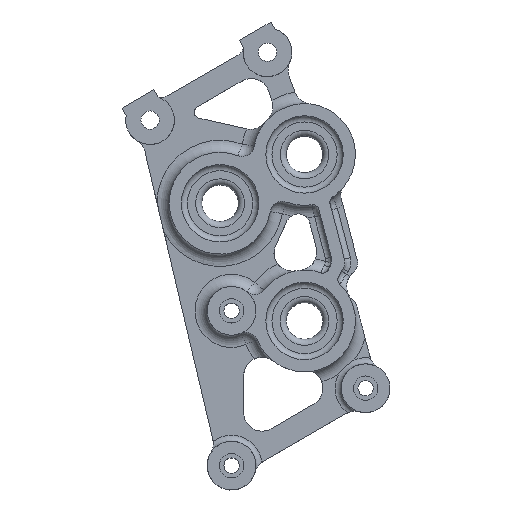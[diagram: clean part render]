
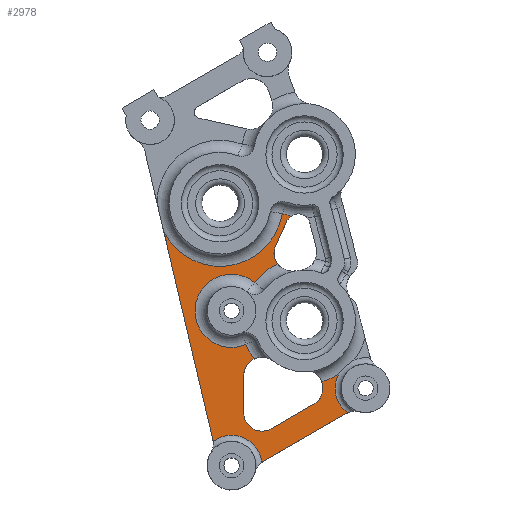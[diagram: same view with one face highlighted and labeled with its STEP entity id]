
A CAD part, top view. The second image highlights one B-rep face of the part: STEP entity #2978.
In plain terms, the highlighted planar face has unit normal (0, 0, 1).
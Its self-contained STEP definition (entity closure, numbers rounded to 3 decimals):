
#261=LINE('',#5978,#449);
#267=LINE('',#5992,#455);
#277=LINE('',#6032,#465);
#280=LINE('',#6040,#468);
#295=LINE('',#6078,#483);
#449=VECTOR('',#4112,10.);
#455=VECTOR('',#4130,10.);
#465=VECTOR('',#4160,10.);
#468=VECTOR('',#4169,10.);
#483=VECTOR('',#4230,10.);
#730=FACE_OUTER_BOUND('',#921,.T.);
#921=EDGE_LOOP('',(#2708,#2709,#2710,#2711,#2712,#2713,#2714,#2715,#2716,
#2717,#2718,#2719,#2720,#2721,#2722,#2723,#2724,#2725,#2726,#2727,#2728));
#951=CIRCLE('',#3027,10.35);
#954=CIRCLE('',#3032,10.35);
#955=CIRCLE('',#3034,6.);
#1016=CIRCLE('',#3113,10.35);
#1018=CIRCLE('',#3118,3.);
#1105=CIRCLE('',#3274,5.);
#1110=CIRCLE('',#3280,5.);
#1111=CIRCLE('',#3282,10.35);
#1112=CIRCLE('',#3284,2.);
#1113=CIRCLE('',#3302,3.);
#1114=CIRCLE('',#3305,3.);
#1115=CIRCLE('',#3308,3.);
#1116=CIRCLE('',#3315,3.);
#1117=CIRCLE('',#3318,3.);
#1118=CIRCLE('',#3321,3.);
#1119=CIRCLE('',#3338,10.35);
#1155=VERTEX_POINT('',#4352);
#1156=VERTEX_POINT('',#4356);
#1157=VERTEX_POINT('',#4371);
#1158=VERTEX_POINT('',#4375);
#1159=VERTEX_POINT('',#4394);
#1254=VERTEX_POINT('',#5270);
#1258=VERTEX_POINT('',#5406);
#1382=VERTEX_POINT('',#5850);
#1383=VERTEX_POINT('',#5869);
#1387=VERTEX_POINT('',#5897);
#1391=VERTEX_POINT('',#5913);
#1392=VERTEX_POINT('',#5926);
#1393=VERTEX_POINT('',#5940);
#1394=VERTEX_POINT('',#5976);
#1395=VERTEX_POINT('',#5986);
#1396=VERTEX_POINT('',#5990);
#1398=VERTEX_POINT('',#6015);
#1399=VERTEX_POINT('',#6016);
#1400=VERTEX_POINT('',#6030);
#1401=VERTEX_POINT('',#6034);
#1402=VERTEX_POINT('',#6038);
#1442=EDGE_CURVE('',#1156,#1155,#951,.T.);
#1445=EDGE_CURVE('',#1157,#1158,#954,.T.);
#1447=EDGE_CURVE('',#1155,#1157,#955,.T.);
#1572=EDGE_CURVE('',#1159,#1254,#1016,.T.);
#1581=EDGE_CURVE('',#1156,#1258,#1018,.F.);
#1771=EDGE_CURVE('',#1382,#1383,#1105,.T.);
#1780=EDGE_CURVE('',#1391,#1387,#1110,.T.);
#1782=EDGE_CURVE('',#1392,#1159,#1111,.T.);
#1783=EDGE_CURVE('',#1393,#1254,#1112,.T.);
#1803=EDGE_CURVE('',#1392,#1394,#261,.T.);
#1804=EDGE_CURVE('',#1387,#1394,#1113,.T.);
#1808=EDGE_CURVE('',#1395,#1391,#1114,.T.);
#1811=EDGE_CURVE('',#1395,#1396,#267,.T.);
#1812=EDGE_CURVE('',#1383,#1396,#1115,.T.);
#1821=EDGE_CURVE('',#1398,#1399,#1116,.T.);
#1825=EDGE_CURVE('',#1400,#1398,#277,.T.);
#1826=EDGE_CURVE('',#1401,#1400,#1117,.T.);
#1829=EDGE_CURVE('',#1402,#1401,#280,.T.);
#1831=EDGE_CURVE('',#1158,#1402,#1118,.T.);
#1845=EDGE_CURVE('',#1399,#1382,#1119,.T.);
#1847=EDGE_CURVE('',#1258,#1393,#295,.T.);
#2708=ORIENTED_EDGE('',*,*,#1845,.F.);
#2709=ORIENTED_EDGE('',*,*,#1821,.F.);
#2710=ORIENTED_EDGE('',*,*,#1825,.F.);
#2711=ORIENTED_EDGE('',*,*,#1826,.F.);
#2712=ORIENTED_EDGE('',*,*,#1829,.F.);
#2713=ORIENTED_EDGE('',*,*,#1831,.F.);
#2714=ORIENTED_EDGE('',*,*,#1445,.F.);
#2715=ORIENTED_EDGE('',*,*,#1447,.F.);
#2716=ORIENTED_EDGE('',*,*,#1442,.F.);
#2717=ORIENTED_EDGE('',*,*,#1581,.T.);
#2718=ORIENTED_EDGE('',*,*,#1847,.T.);
#2719=ORIENTED_EDGE('',*,*,#1783,.T.);
#2720=ORIENTED_EDGE('',*,*,#1572,.F.);
#2721=ORIENTED_EDGE('',*,*,#1782,.F.);
#2722=ORIENTED_EDGE('',*,*,#1803,.T.);
#2723=ORIENTED_EDGE('',*,*,#1804,.F.);
#2724=ORIENTED_EDGE('',*,*,#1780,.F.);
#2725=ORIENTED_EDGE('',*,*,#1808,.F.);
#2726=ORIENTED_EDGE('',*,*,#1811,.T.);
#2727=ORIENTED_EDGE('',*,*,#1812,.F.);
#2728=ORIENTED_EDGE('',*,*,#1771,.F.);
#2812=PLANE('',#3342);
#2978=ADVANCED_FACE('',(#730),#2812,.T.);
#3027=AXIS2_PLACEMENT_3D('',#4369,#3414,#3415);
#3032=AXIS2_PLACEMENT_3D('',#4376,#3424,#3425);
#3034=AXIS2_PLACEMENT_3D('',#4392,#3428,#3429);
#3113=AXIS2_PLACEMENT_3D('',#5271,#3619,#3620);
#3118=AXIS2_PLACEMENT_3D('',#5408,#3632,#3633);
#3274=AXIS2_PLACEMENT_3D('',#5870,#4039,#4040);
#3280=AXIS2_PLACEMENT_3D('',#5924,#4051,#4052);
#3282=AXIS2_PLACEMENT_3D('',#5938,#4055,#4056);
#3284=AXIS2_PLACEMENT_3D('',#5941,#4059,#4060);
#3302=AXIS2_PLACEMENT_3D('',#5980,#4115,#4116);
#3305=AXIS2_PLACEMENT_3D('',#5987,#4124,#4125);
#3308=AXIS2_PLACEMENT_3D('',#5994,#4133,#4134);
#3315=AXIS2_PLACEMENT_3D('',#6017,#4154,#4155);
#3318=AXIS2_PLACEMENT_3D('',#6035,#4163,#4164);
#3321=AXIS2_PLACEMENT_3D('',#6043,#4173,#4174);
#3338=AXIS2_PLACEMENT_3D('',#6073,#4220,#4221);
#3342=AXIS2_PLACEMENT_3D('',#6077,#4228,#4229);
#3414=DIRECTION('center_axis',(0.,0.,
1.));
#3415=DIRECTION('ref_axis',(-0.671,0.742,0.));
#3424=DIRECTION('center_axis',(0.,0.,
1.));
#3425=DIRECTION('ref_axis',(-0.898,-0.441,0.));
#3428=DIRECTION('center_axis',(0.,0.,
1.));
#3429=DIRECTION('ref_axis',(-0.991,0.137,0.));
#3619=DIRECTION('center_axis',(0.,0.,
1.));
#3620=DIRECTION('ref_axis',(-0.022,-1.,0.));
#3632=DIRECTION('center_axis',(0.,0.,
1.));
#3633=DIRECTION('ref_axis',(0.906,-0.423,0.));
#4039=DIRECTION('center_axis',(0.,0.,
1.));
#4040=DIRECTION('ref_axis',(-0.923,0.385,0.));
#4051=DIRECTION('center_axis',(0.,0.,
1.));
#4052=DIRECTION('ref_axis',(0.397,0.918,0.));
#4055=DIRECTION('center_axis',(0.,0.,
1.));
#4056=DIRECTION('ref_axis',(-0.866,-0.5,0.));
#4059=DIRECTION('center_axis',(0.,0.,
-1.));
#4060=DIRECTION('ref_axis',(0.967,0.253,0.));
#4112=DIRECTION('',(0.23,-0.973,0.));
#4115=DIRECTION('center_axis',(0.,0.,
1.));
#4116=DIRECTION('ref_axis',(0.988,-0.155,0.));
#4124=DIRECTION('center_axis',(0.,0.,
1.));
#4125=DIRECTION('ref_axis',(-0.79,0.613,0.));
#4130=DIRECTION('',(0.866,0.5,0.));
#4133=DIRECTION('center_axis',(0.,0.,
1.));
#4134=DIRECTION('ref_axis',(-0.136,0.991,0.));
#4154=DIRECTION('center_axis',(0.,0.,
1.));
#4155=DIRECTION('ref_axis',(1.,0.,0.));
#4160=DIRECTION('',(0.866,0.5,0.));
#4163=DIRECTION('center_axis',(0.,0.,
1.));
#4164=DIRECTION('ref_axis',(-0.5,-0.866,0.));
#4169=DIRECTION('',(0.,-1.,0.));
#4173=DIRECTION('center_axis',(0.,0.,
1.));
#4174=DIRECTION('ref_axis',(1.,0.,0.));
#4220=DIRECTION('center_axis',(0.,0.,
1.));
#4221=DIRECTION('ref_axis',(0.993,0.116,0.));
#4228=DIRECTION('center_axis',(0.,0.,
1.));
#4229=DIRECTION('ref_axis',(0.866,0.5,0.));
#4230=DIRECTION('',(0.423,0.906,0.));
#4352=CARTESIAN_POINT('',(17.709,19.923,4.));
#4356=CARTESIAN_POINT('',(21.492,22.964,4.));
#4369=CARTESIAN_POINT('Origin',(25.905,13.603,4.));
#4371=CARTESIAN_POINT('',(16.299,9.749,4.));
#4375=CARTESIAN_POINT('',(17.649,7.361,4.));
#4376=CARTESIAN_POINT('Origin',(25.905,13.603,4.));
#4392=CARTESIAN_POINT('Origin',(13.931,15.262,4.));
#4394=CARTESIAN_POINT('',(22.259,31.231,4.));
#5270=CARTESIAN_POINT('',(23.683,30.809,4.));
#5271=CARTESIAN_POINT('Origin',(25.904,40.918,4.));
#5406=CARTESIAN_POINT('',(21.168,26.04,4.));
#5408=CARTESIAN_POINT('Origin',(23.886,24.772,4.));
#5850=CARTESIAN_POINT('',(31.51,4.902,4.));
#5869=CARTESIAN_POINT('',(32.976,-1.473,4.));
#5870=CARTESIAN_POINT('Origin',(35.929,2.562,4.));
#5897=CARTESIAN_POINT('',(10.917,-6.152,4.));
#5913=CARTESIAN_POINT('',(18.901,-9.601,4.));
#5924=CARTESIAN_POINT('Origin',(13.931,-10.142,4.));
#5926=CARTESIAN_POINT('',(2.832,28.207,4.));
#5938=CARTESIAN_POINT('Origin',(12.047,32.918,4.));
#5940=CARTESIAN_POINT('',(23.026,30.023,4.));
#5941=CARTESIAN_POINT('Origin',(24.838,29.177,4.));
#5976=CARTESIAN_POINT('',(10.859,-5.833,4.));
#5978=CARTESIAN_POINT('',(-0.597,42.745,4.));
#5980=CARTESIAN_POINT('Origin',(7.94,-6.521,4.));
#5986=CARTESIAN_POINT('',(19.173,-9.424,4.));
#5987=CARTESIAN_POINT('Origin',(20.673,-12.022,4.));
#5990=CARTESIAN_POINT('',(32.687,-1.62,4.));
#5992=CARTESIAN_POINT('',(17.931,-10.141,4.));
#5994=CARTESIAN_POINT('Origin',(34.187,-4.218,4.));
#6015=CARTESIAN_POINT('',(27.43,-0.036,4.));
#6016=CARTESIAN_POINT('',(28.727,3.645,4.));
#6017=CARTESIAN_POINT('Origin',(25.93,2.561,4.));
#6030=CARTESIAN_POINT('',(20.431,-4.078,4.));
#6032=CARTESIAN_POINT('',(15.931,-6.677,4.));
#6034=CARTESIAN_POINT('',(15.931,-1.48,4.));
#6035=CARTESIAN_POINT('Origin',(18.931,-1.48,4.));
#6038=CARTESIAN_POINT('',(15.931,4.648,4.));
#6040=CARTESIAN_POINT('',(15.931,11.798,4.));
#6043=CARTESIAN_POINT('Origin',(18.931,4.648,4.));
#6073=CARTESIAN_POINT('Origin',(25.905,13.603,4.));
#6077=CARTESIAN_POINT('Origin',(17.943,24.261,4.));
#6078=CARTESIAN_POINT('',(17.493,18.166,4.));
